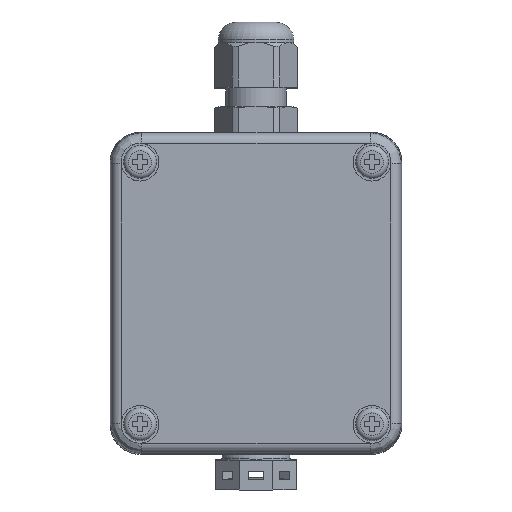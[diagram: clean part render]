
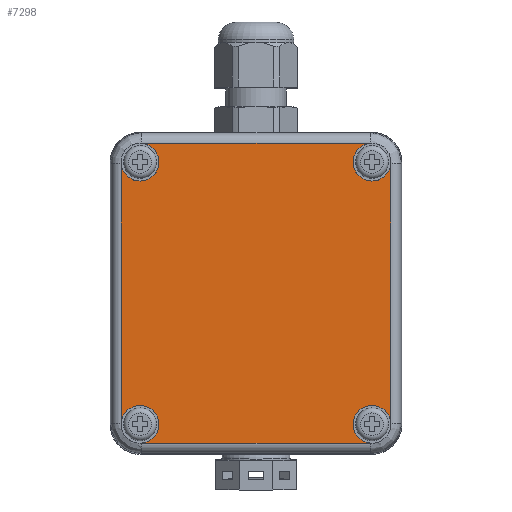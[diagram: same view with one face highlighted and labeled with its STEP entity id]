
A CAD part, top view. The second image highlights one B-rep face of the part: STEP entity #7298.
In plain terms, the highlighted planar face has unit normal (0, 0, 1).
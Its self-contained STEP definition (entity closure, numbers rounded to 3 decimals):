
#407=PLANE('',#7957);
#764=LINE('',#11943,#1354);
#766=LINE('',#11948,#1356);
#767=LINE('',#12053,#1357);
#769=LINE('',#12056,#1359);
#1354=VECTOR('',#9366,45.331);
#1356=VECTOR('',#9372,45.331);
#1357=VECTOR('',#9379,51.331);
#1359=VECTOR('',#9383,51.331);
#1956=FACE_OUTER_BOUND('',#2416,.T.);
#2416=EDGE_LOOP('',(#5750,#5751,#5752,#5753,#5754,#5755,#5756,#5757,#5758,
#5759));
#2752=CIRCLE('',#7681,3.75);
#2757=CIRCLE('',#7691,3.75);
#2759=CIRCLE('',#7693,3.75);
#2763=CIRCLE('',#7701,3.75);
#2765=CIRCLE('',#7703,3.75);
#2769=CIRCLE('',#7710,3.75);
#3227=VERTEX_POINT('',#11055);
#3228=VERTEX_POINT('',#11056);
#3238=VERTEX_POINT('',#11109);
#3239=VERTEX_POINT('',#11111);
#3241=VERTEX_POINT('',#11116);
#3247=VERTEX_POINT('',#11144);
#3248=VERTEX_POINT('',#11146);
#3250=VERTEX_POINT('',#11151);
#3254=VERTEX_POINT('',#11163);
#3255=VERTEX_POINT('',#11164);
#3954=EDGE_CURVE('',#3227,#3228,#2752,.T.);
#3967=EDGE_CURVE('',#3239,#3238,#2757,.T.);
#3970=EDGE_CURVE('',#3241,#3239,#2759,.T.);
#3978=EDGE_CURVE('',#3248,#3247,#2763,.T.);
#3981=EDGE_CURVE('',#3250,#3248,#2765,.T.);
#3987=EDGE_CURVE('',#3254,#3255,#2769,.T.);
#4264=EDGE_CURVE('',#3227,#3255,#764,.T.);
#4267=EDGE_CURVE('',#3241,#3247,#766,.T.);
#4270=EDGE_CURVE('',#3254,#3238,#767,.T.);
#4272=EDGE_CURVE('',#3250,#3228,#769,.T.);
#5750=ORIENTED_EDGE('',*,*,#3987,.T.);
#5751=ORIENTED_EDGE('',*,*,#4264,.F.);
#5752=ORIENTED_EDGE('',*,*,#3954,.T.);
#5753=ORIENTED_EDGE('',*,*,#4272,.F.);
#5754=ORIENTED_EDGE('',*,*,#3981,.T.);
#5755=ORIENTED_EDGE('',*,*,#3978,.T.);
#5756=ORIENTED_EDGE('',*,*,#4267,.F.);
#5757=ORIENTED_EDGE('',*,*,#3970,.T.);
#5758=ORIENTED_EDGE('',*,*,#3967,.T.);
#5759=ORIENTED_EDGE('',*,*,#4270,.F.);
#7298=ADVANCED_FACE('',(#1956),#407,.T.);
#7681=AXIS2_PLACEMENT_3D('',#11057,#8698,#8699);
#7691=AXIS2_PLACEMENT_3D('',#11112,#8720,#8721);
#7693=AXIS2_PLACEMENT_3D('',#11117,#8725,#8726);
#7701=AXIS2_PLACEMENT_3D('',#11147,#8742,#8743);
#7703=AXIS2_PLACEMENT_3D('',#11152,#8747,#8748);
#7710=AXIS2_PLACEMENT_3D('',#11165,#8762,#8763);
#7957=AXIS2_PLACEMENT_3D('',#12170,#9402,#9403);
#8698=DIRECTION('center_axis',(0.,0.,-1.));
#8699=DIRECTION('ref_axis',(1.,0.,0.));
#8720=DIRECTION('center_axis',(0.,0.,-1.));
#8721=DIRECTION('ref_axis',(1.,0.,0.));
#8725=DIRECTION('center_axis',(0.,0.,-1.));
#8726=DIRECTION('ref_axis',(1.,0.,0.));
#8742=DIRECTION('center_axis',(0.,0.,-1.));
#8743=DIRECTION('ref_axis',(1.,0.,0.));
#8747=DIRECTION('center_axis',(0.,0.,-1.));
#8748=DIRECTION('ref_axis',(1.,0.,0.));
#8762=DIRECTION('center_axis',(0.,0.,-1.));
#8763=DIRECTION('ref_axis',(1.,0.,0.));
#9366=DIRECTION('',(0.,-1.,0.));
#9372=DIRECTION('',(0.,1.,0.));
#9379=DIRECTION('',(-1.,0.,0.));
#9383=DIRECTION('',(1.,0.,0.));
#9402=DIRECTION('center_axis',(0.,0.,1.));
#9403=DIRECTION('ref_axis',(1.,0.,0.));
#11055=CARTESIAN_POINT('',(29.735,22.666,10.));
#11056=CARTESIAN_POINT('',(25.666,26.735,10.));
#11057=CARTESIAN_POINT('Origin',(26.,23.,10.));
#11109=CARTESIAN_POINT('',(-25.666,-26.735,10.));
#11111=CARTESIAN_POINT('',(-22.25,-23.,10.));
#11112=CARTESIAN_POINT('Origin',(-26.,-23.,10.));
#11116=CARTESIAN_POINT('',(-29.735,-22.666,10.));
#11117=CARTESIAN_POINT('Origin',(-26.,-23.,10.));
#11144=CARTESIAN_POINT('',(-29.735,22.666,10.));
#11146=CARTESIAN_POINT('',(-22.25,23.,10.));
#11147=CARTESIAN_POINT('Origin',(-26.,23.,10.));
#11151=CARTESIAN_POINT('',(-25.666,26.735,10.));
#11152=CARTESIAN_POINT('Origin',(-26.,23.,10.));
#11163=CARTESIAN_POINT('',(25.666,-26.735,10.));
#11164=CARTESIAN_POINT('',(29.735,-22.666,10.));
#11165=CARTESIAN_POINT('Origin',(26.,-23.,10.));
#11943=CARTESIAN_POINT('',(29.735,22.666,10.));
#11948=CARTESIAN_POINT('',(-29.735,-22.666,10.));
#12053=CARTESIAN_POINT('',(25.666,-26.735,10.));
#12056=CARTESIAN_POINT('',(-25.666,26.735,10.));
#12170=CARTESIAN_POINT('Origin',(0.,0.,10.));
